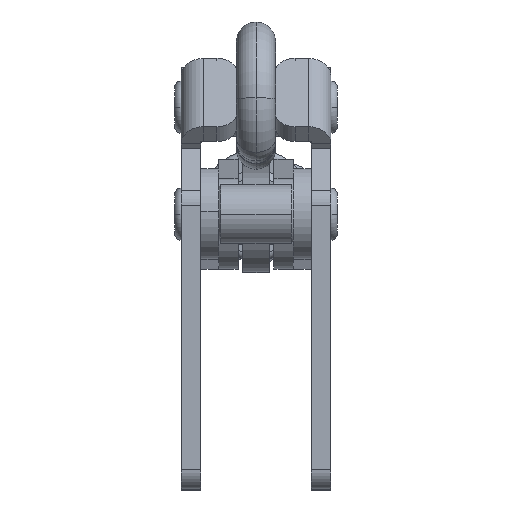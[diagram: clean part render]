
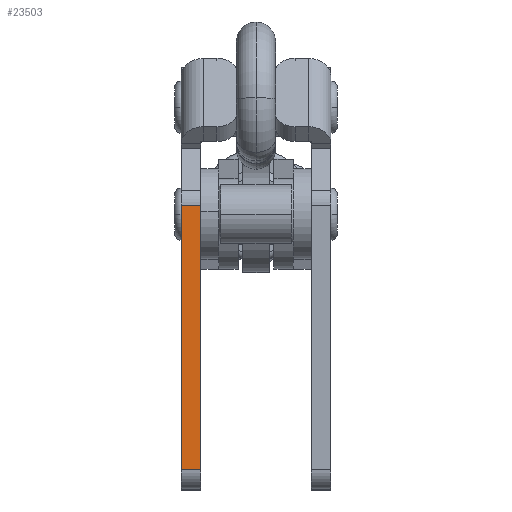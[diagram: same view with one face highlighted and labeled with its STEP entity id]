
A CAD part, top view. The second image highlights one B-rep face of the part: STEP entity #23503.
In plain terms, the highlighted planar face has unit normal (0, 0, 1).
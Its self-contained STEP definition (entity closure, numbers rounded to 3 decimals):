
#1063 = LINE ( 'NONE', #7593, #1065 ) ;
#1065 = VECTOR ( 'NONE', #7594, 1000. ) ;
#1198 = LINE ( 'NONE', #25351, #1200 ) ;
#1200 = VECTOR ( 'NONE', #25346, 1000. ) ;
#1223 = LINE ( 'NONE', #25393, #1226 ) ;
#1225 = LINE ( 'NONE', #25395, #1228 ) ;
#1226 = VECTOR ( 'NONE', #25394, 1000. ) ;
#1228 = VECTOR ( 'NONE', #25396, 1000. ) ;
#4112 = CARTESIAN_POINT ( 'NONE',  ( -8.5, -65.25, 70. ) ) ;
#4124 = CARTESIAN_POINT ( 'NONE',  ( -11.5, -24.635, 70. ) ) ;
#4206 = CARTESIAN_POINT ( 'NONE',  ( -8.5, -24.635, 70. ) ) ;
#6176 = VERTEX_POINT ( 'NONE', #10651 ) ;
#7593 = CARTESIAN_POINT ( 'NONE',  ( -11.5, -44.5, 70. ) ) ;
#7594 = DIRECTION ( 'NONE',  ( 0., 1., 0. ) ) ;
#9185 = VERTEX_POINT ( 'NONE', #4112 ) ;
#9197 = VERTEX_POINT ( 'NONE', #4124 ) ;
#9279 = VERTEX_POINT ( 'NONE', #4206 ) ;
#10381 = EDGE_LOOP ( 'NONE', ( #23800, #23774, #24132, #24142 ) ) ;
#10651 = CARTESIAN_POINT ( 'NONE',  ( -11.5, -65.25, 70. ) ) ;
#13930 = EDGE_CURVE ( 'NONE', #6176, #9197, #1063, .T. ) ;
#14028 = EDGE_CURVE ( 'NONE', #9185, #9279, #1198, .T. ) ;
#14044 = EDGE_CURVE ( 'NONE', #9279, #9197, #1223, .T. ) ;
#14045 = EDGE_CURVE ( 'NONE', #9185, #6176, #1225, .T. ) ;
#18653 = CARTESIAN_POINT ( 'NONE',  ( 8., -3.5, 70. ) ) ;
#18655 = PLANE ( 'NONE',  #28135 ) ;
#18658 = DIRECTION ( 'NONE',  ( 0., 0., 1. ) ) ;
#18659 = DIRECTION ( 'NONE',  ( 1., 0., 0. ) ) ;
#23503 = ADVANCED_FACE ( 'NONE', ( #27557 ), #18655, .T. ) ;
#23774 = ORIENTED_EDGE ( 'NONE', *, *, #14044, .T. ) ;
#23800 = ORIENTED_EDGE ( 'NONE', *, *, #14028, .T. ) ;
#24132 = ORIENTED_EDGE ( 'NONE', *, *, #13930, .F. ) ;
#24142 = ORIENTED_EDGE ( 'NONE', *, *, #14045, .F. ) ;
#25346 = DIRECTION ( 'NONE',  ( 0., 1., 0. ) ) ;
#25351 = CARTESIAN_POINT ( 'NONE',  ( -8.5, -44.5, 70. ) ) ;
#25393 = CARTESIAN_POINT ( 'NONE',  ( 8., -24.635, 70. ) ) ;
#25394 = DIRECTION ( 'NONE',  ( -1., 0., 0. ) ) ;
#25395 = CARTESIAN_POINT ( 'NONE',  ( -8.5, -65.25, 70. ) ) ;
#25396 = DIRECTION ( 'NONE',  ( -1., 0., 0. ) ) ;
#27557 = FACE_OUTER_BOUND ( 'NONE', #10381, .T. ) ;
#28135 = AXIS2_PLACEMENT_3D ( 'NONE', #18653, #18658, #18659 ) ;
